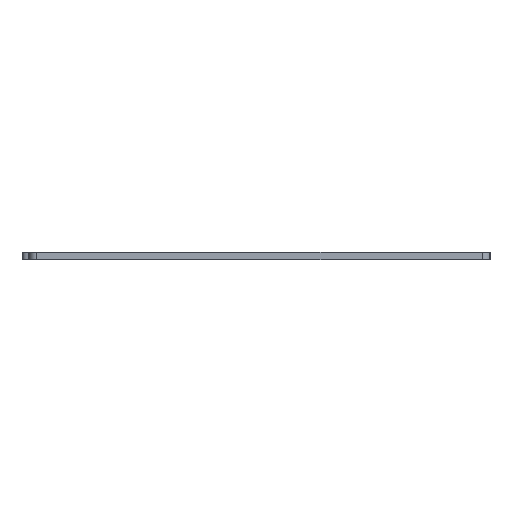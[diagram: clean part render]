
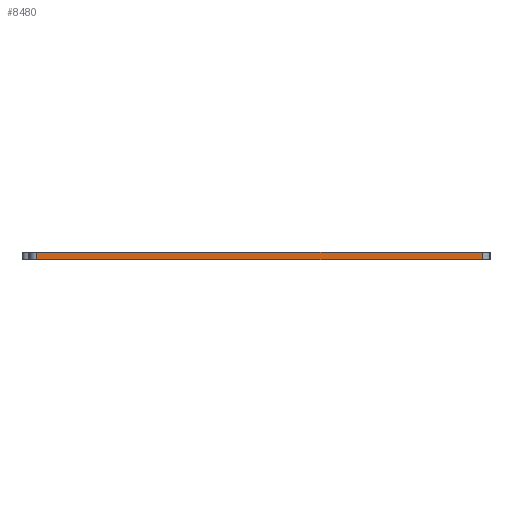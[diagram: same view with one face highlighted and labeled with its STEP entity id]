
A CAD part, left-side view. The second image highlights one B-rep face of the part: STEP entity #8480.
In plain terms, the highlighted planar face has unit normal (-1, 0, 0).
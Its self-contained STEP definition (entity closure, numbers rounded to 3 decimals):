
#655=PLANE('',#8895);
#674=FACE_OUTER_BOUND('',#1073,.T.);
#1073=EDGE_LOOP('',(#5720,#5721,#5722,#5723));
#2873=LINE('',#12810,#3302);
#2875=LINE('',#12819,#3304);
#2876=LINE('',#12820,#3305);
#2877=LINE('',#12821,#3306);
#3302=VECTOR('',#10057,1.);
#3304=VECTOR('',#10065,1.);
#3305=VECTOR('',#10066,1.);
#3306=VECTOR('',#10067,1.);
#3731=VERTEX_POINT('',#12808);
#3732=VERTEX_POINT('',#12809);
#3735=VERTEX_POINT('',#12817);
#3736=VERTEX_POINT('',#12818);
#4525=EDGE_CURVE('',#3731,#3732,#2873,.T.);
#4529=EDGE_CURVE('',#3735,#3736,#2875,.T.);
#4530=EDGE_CURVE('',#3735,#3731,#2876,.T.);
#4531=EDGE_CURVE('',#3736,#3732,#2877,.T.);
#5720=ORIENTED_EDGE('',*,*,#4529,.F.);
#5721=ORIENTED_EDGE('',*,*,#4530,.T.);
#5722=ORIENTED_EDGE('',*,*,#4525,.T.);
#5723=ORIENTED_EDGE('',*,*,#4531,.F.);
#8480=ADVANCED_FACE('',(#674),#655,.F.);
#8895=AXIS2_PLACEMENT_3D('',#12816,#10063,#10064);
#10057=DIRECTION('',(0.,0.,1.));
#10063=DIRECTION('center_axis',(1.,0.,0.));
#10064=DIRECTION('ref_axis',(0.,-1.,0.));
#10065=DIRECTION('',(0.,0.,1.));
#10066=DIRECTION('',(0.,-1.,0.));
#10067=DIRECTION('',(0.,-1.,0.));
#12808=CARTESIAN_POINT('',(0.,-93.663,0.));
#12809=CARTESIAN_POINT('',(0.,-93.663,1.6));
#12810=CARTESIAN_POINT('',(0.,-93.663,0.));
#12816=CARTESIAN_POINT('Origin',(0.,-1.588,0.));
#12817=CARTESIAN_POINT('',(0.,-1.588,0.));
#12818=CARTESIAN_POINT('',(0.,-1.588,1.6));
#12819=CARTESIAN_POINT('',(0.,-1.588,0.));
#12820=CARTESIAN_POINT('',(0.,-1.588,0.));
#12821=CARTESIAN_POINT('',(0.,-1.588,1.6));
